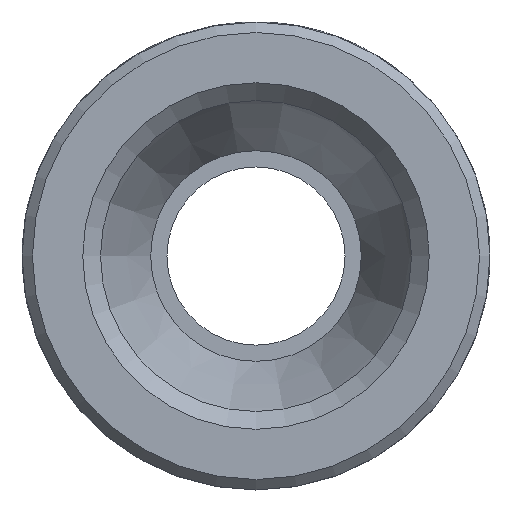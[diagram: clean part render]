
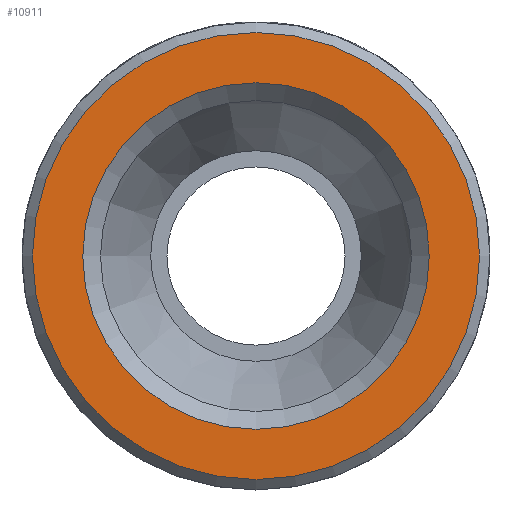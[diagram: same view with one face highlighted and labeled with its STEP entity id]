
A CAD part, left-side view. The second image highlights one B-rep face of the part: STEP entity #10911.
In plain terms, the highlighted planar face has unit normal (-1, 0, 0).
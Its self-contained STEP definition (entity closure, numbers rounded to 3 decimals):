
#166 = VERTEX_POINT ( 'NONE', #14701 ) ;
#1022 = FACE_BOUND ( 'NONE', #5421, .T. ) ;
#1201 = CIRCLE ( 'NONE', #5850, 8.331 ) ;
#1874 = ORIENTED_EDGE ( 'NONE', *, *, #12093, .F. ) ;
#2466 = DIRECTION ( 'NONE',  ( -1., 0., 0. ) ) ;
#2624 = AXIS2_PLACEMENT_3D ( 'NONE', #14219, #3200, #3363 ) ;
#3200 = DIRECTION ( 'NONE',  ( -1., 0., 0. ) ) ;
#3363 = DIRECTION ( 'NONE',  ( 0., 0., -1. ) ) ;
#4223 = CARTESIAN_POINT ( 'NONE',  ( -27., 0., 0. ) ) ;
#4536 = ORIENTED_EDGE ( 'NONE', *, *, #5929, .T. ) ;
#5421 = EDGE_LOOP ( 'NONE', ( #1874 ) ) ;
#5850 = AXIS2_PLACEMENT_3D ( 'NONE', #4223, #14019, #7665 ) ;
#5929 = EDGE_CURVE ( 'NONE', #14623, #14623, #8512, .T. ) ;
#6012 = FACE_OUTER_BOUND ( 'NONE', #6961, .T. ) ;
#6202 = CARTESIAN_POINT ( 'NONE',  ( -27., 0., 0. ) ) ;
#6961 = EDGE_LOOP ( 'NONE', ( #4536 ) ) ;
#7665 = DIRECTION ( 'NONE',  ( 0., 0., 1. ) ) ;
#8512 = CIRCLE ( 'NONE', #14442, 10.75 ) ;
#9307 = PLANE ( 'NONE',  #2624 ) ;
#10911 = ADVANCED_FACE ( 'NONE', ( #1022, #6012 ), #9307, .T. ) ;
#12093 = EDGE_CURVE ( 'NONE', #166, #166, #1201, .T. ) ;
#13584 = DIRECTION ( 'NONE',  ( 0., -1., 0. ) ) ;
#14019 = DIRECTION ( 'NONE',  ( -1., 0., 0. ) ) ;
#14219 = CARTESIAN_POINT ( 'NONE',  ( -27., 0., 0. ) ) ;
#14442 = AXIS2_PLACEMENT_3D ( 'NONE', #6202, #2466, #13584 ) ;
#14623 = VERTEX_POINT ( 'NONE', #14938 ) ;
#14701 = CARTESIAN_POINT ( 'NONE',  ( -27., 0., 8.331 ) ) ;
#14938 = CARTESIAN_POINT ( 'NONE',  ( -27., -10.75, 0. ) ) ;
